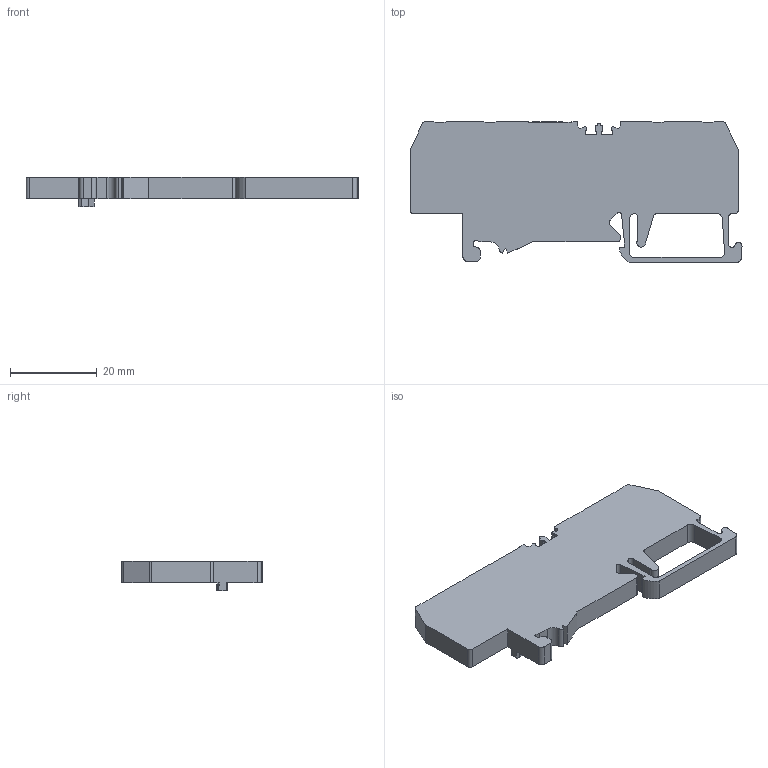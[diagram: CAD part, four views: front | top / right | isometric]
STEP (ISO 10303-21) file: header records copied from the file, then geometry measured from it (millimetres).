
FILE_DESCRIPTION(/* description */ (''),/* implementation_level */ '2;1');
FILE_NAME(/* name */ '225941.stp',/* time_stamp */ '2022-04-28T13:36:41+08:00',/* author */ (''),/* organization */ (''),/* preprocessor_version */ 'ST-DEVELOPER v16.7',/* originating_system */ 'SIEMENS PLM Software NX 12.0',/* authorisation */ '');
FILE_SCHEMA (('AP203_CONFIGURATION_CONTROLLED_3D_DESIGN_OF_MECHANICAL_PARTS_AND_ASSEMBLIES_MIM_LF { 1 0 10303 403 2 1 2}'));
Length unit declared in the file: millimetre
Products named in the file (1): SP1150T1002
Bounding box: 76.75 x 32.5 x 6.85 mm (x, y, z)
Volume: 9505.4 mm3; surface area: 5532.7 mm2
Topology: 1 solids, 1 shells, 199 faces, 560 edges, 369 vertices
Faces by surface type: plane 124, cylinder 56, cone 12, bspline 5, torus 2
Entity records: 6811 total; most frequent: CARTESIAN_POINT 1568, ORIENTED_EDGE 1118, DIRECTION 1027, EDGE_CURVE 559, LINE 387, VECTOR 387, VERTEX_POINT 369, AXIS2_PLACEMENT_3D 320
